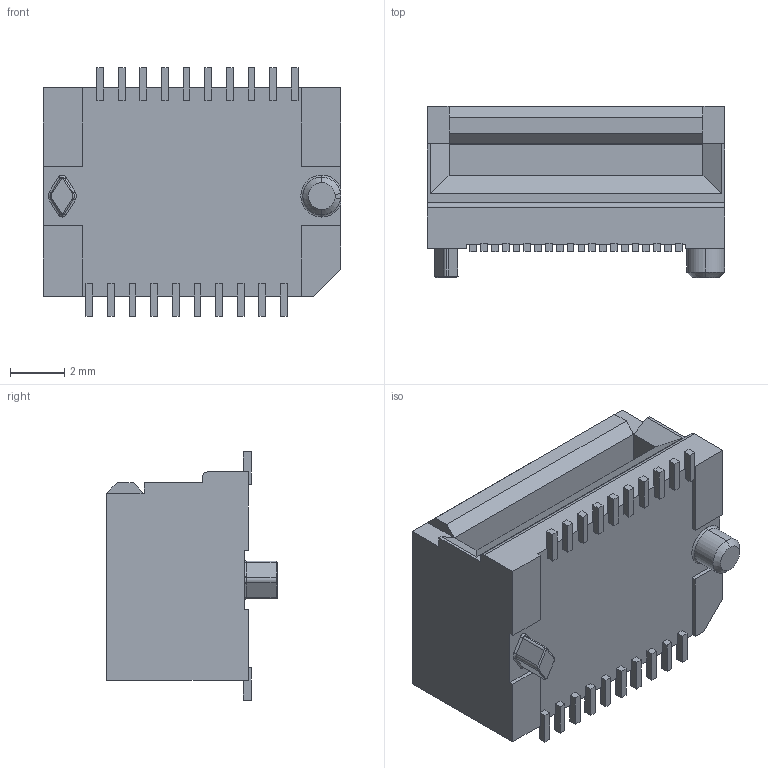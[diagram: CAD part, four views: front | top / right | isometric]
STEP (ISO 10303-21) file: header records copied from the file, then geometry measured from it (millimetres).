
FILE_DESCRIPTION (( 'STEP AP214' ), '1' );
FILE_NAME ('UE75-A20-3000T.STEP', '2022-12-21T12:07:49', ( '' ), ( '' ), 'SwSTEP 2.0', 'SolidWorks 2021', '' );
FILE_SCHEMA (( 'AUTOMOTIVE_DESIGN' ));
Length unit declared in the file: millimetre
Products named in the file (3): PinsT_def; UE75A203000T; UE75A20xxxxx
Assembly tree (2 placements, depth 2):
  UE75A203000T
    UE75A20xxxxx
    PinsT_def
Bounding box: 11 x 6.33 x 9.2 mm (x, y, z)
Volume: 352 mm3; surface area: 513.8 mm2
Topology: 21 solids, 21 shells, 238 faces, 550 edges, 355 vertices
Faces by surface type: plane 209, cylinder 13, cone 8, torus 8
Entity records: 6901 total; most frequent: CARTESIAN_POINT 1176, ORIENTED_EDGE 1100, DIRECTION 1078, EDGE_CURVE 550, LINE 500, VECTOR 500, VERTEX_POINT 355, AXIS2_PLACEMENT_3D 289
